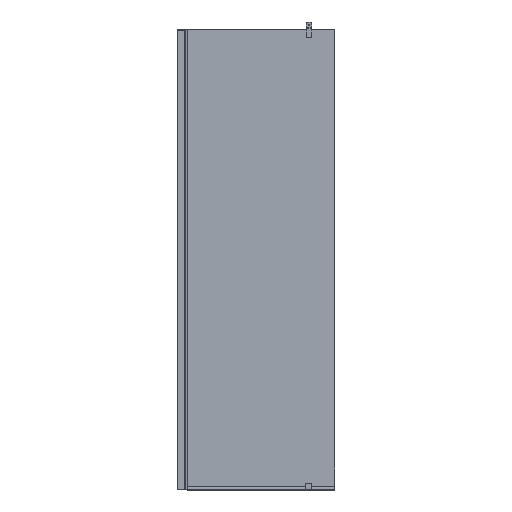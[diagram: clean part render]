
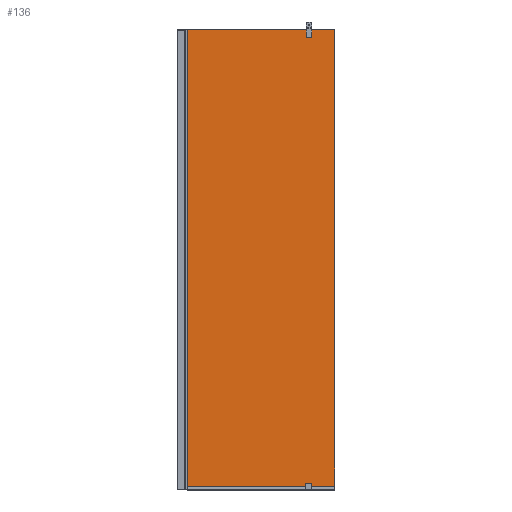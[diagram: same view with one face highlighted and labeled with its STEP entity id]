
A CAD part, left-side view. The second image highlights one B-rep face of the part: STEP entity #136.
In plain terms, the highlighted planar face has unit normal (-1, 0, 0).
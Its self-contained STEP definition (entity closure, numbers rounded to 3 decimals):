
#5=DIRECTION('',(0.,-1.,0.));
#6=VECTOR('',#5,652.045);
#7=CARTESIAN_POINT('',(-4.946,268.496,-996.));
#8=LINE('',#7,#6);
#33=DIRECTION('',(0.,0.,1.));
#34=VECTOR('',#33,1996.);
#35=CARTESIAN_POINT('',(-4.946,-383.55,-996.));
#36=LINE('',#35,#34);
#41=DIRECTION('',(0.,0.,1.));
#42=VECTOR('',#41,1996.);
#43=CARTESIAN_POINT('',(-4.946,268.496,-996.));
#44=LINE('',#43,#42);
#45=DIRECTION('',(0.,-1.,0.));
#46=VECTOR('',#45,652.045);
#47=CARTESIAN_POINT('',(-4.946,268.496,1000.));
#48=LINE('',#47,#46);
#50=CARTESIAN_POINT('',(-4.946,268.496,-996.));
#52=VERTEX_POINT('',#50);
#53=CARTESIAN_POINT('',(-4.946,-383.55,-996.));
#54=VERTEX_POINT('',#53);
#59=CARTESIAN_POINT('',(-4.946,268.496,1000.));
#60=VERTEX_POINT('',#59);
#63=CARTESIAN_POINT('',(-4.946,-383.55,1000.));
#64=VERTEX_POINT('',#63);
#124=CARTESIAN_POINT('',(-4.946,268.496,-996.));
#125=DIRECTION('',(-1.,0.,0.));
#126=DIRECTION('',(0.,-1.,0.));
#127=AXIS2_PLACEMENT_3D('',#124,#125,#126);
#128=PLANE('',#127);
#129=ORIENTED_EDGE('',*,*,#72,.F.);
#130=ORIENTED_EDGE('',*,*,#91,.T.);
#132=ORIENTED_EDGE('',*,*,#131,.T.);
#133=ORIENTED_EDGE('',*,*,#116,.F.);
#134=EDGE_LOOP('',(#129,#130,#132,#133));
#135=FACE_OUTER_BOUND('',#134,.F.);
#136=ADVANCED_FACE('',(#135),#128,.T.);
#72=EDGE_CURVE('',#52,#54,#8,.T.);
#91=EDGE_CURVE('',#52,#60,#44,.T.);
#116=EDGE_CURVE('',#54,#64,#36,.T.);
#131=EDGE_CURVE('',#60,#64,#48,.T.);
